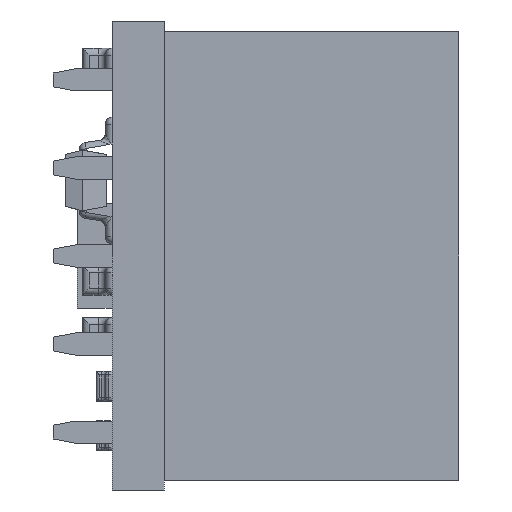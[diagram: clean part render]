
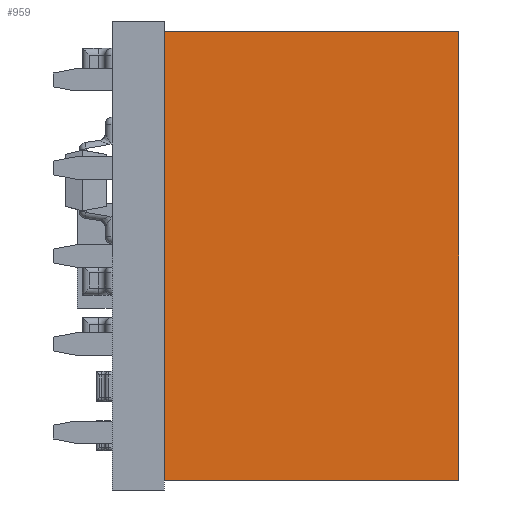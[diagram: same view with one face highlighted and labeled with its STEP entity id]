
A CAD part, left-side view. The second image highlights one B-rep face of the part: STEP entity #959.
In plain terms, the highlighted planar face has unit normal (-1, 0, 0).
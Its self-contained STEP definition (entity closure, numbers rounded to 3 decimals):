
#494 = VECTOR ( 'NONE', #2639, 1000. ) ;
#581 = CARTESIAN_POINT ( 'NONE',  ( -5.4, -0.373, 9.536 ) ) ;
#825 = AXIS2_PLACEMENT_3D ( 'NONE', #10804, #7518, #20997 ) ;
#959 = ADVANCED_FACE ( 'NONE', ( #9395 ), #7370, .T. ) ;
#1084 = EDGE_CURVE ( 'NONE', #8801, #10566, #19237, .T. ) ;
#2187 = VECTOR ( 'NONE', #9882, 1000. ) ;
#2318 = CARTESIAN_POINT ( 'NONE',  ( -5.4, 8.127, 9.536 ) ) ;
#2639 = DIRECTION ( 'NONE',  ( 0., 0., 1. ) ) ;
#4067 = ORIENTED_EDGE ( 'NONE', *, *, #10577, .T. ) ;
#4164 = VECTOR ( 'NONE', #14414, 1000. ) ;
#4563 = CARTESIAN_POINT ( 'NONE',  ( -5.4, -0.373, 9.536 ) ) ;
#5284 = CARTESIAN_POINT ( 'NONE',  ( -5.4, 8.127, 22.486 ) ) ;
#5697 = ORIENTED_EDGE ( 'NONE', *, *, #18278, .F. ) ;
#5798 = VERTEX_POINT ( 'NONE', #6412 ) ;
#6412 = CARTESIAN_POINT ( 'NONE',  ( -5.4, -0.373, 22.486 ) ) ;
#6850 = VECTOR ( 'NONE', #21140, 1000. ) ;
#7370 = PLANE ( 'NONE',  #825 ) ;
#7518 = DIRECTION ( 'NONE',  ( -1., 0., 0. ) ) ;
#7618 = CARTESIAN_POINT ( 'NONE',  ( -5.4, 8.127, 22.486 ) ) ;
#8801 = VERTEX_POINT ( 'NONE', #14129 ) ;
#9395 = FACE_OUTER_BOUND ( 'NONE', #20603, .T. ) ;
#9882 = DIRECTION ( 'NONE',  ( 0., 0., 1. ) ) ;
#10180 = ORIENTED_EDGE ( 'NONE', *, *, #1084, .F. ) ;
#10566 = VERTEX_POINT ( 'NONE', #7618 ) ;
#10577 = EDGE_CURVE ( 'NONE', #8801, #12398, #12469, .T. ) ;
#10804 = CARTESIAN_POINT ( 'NONE',  ( -5.4, 8.127, 9.536 ) ) ;
#12221 = ORIENTED_EDGE ( 'NONE', *, *, #12594, .T. ) ;
#12398 = VERTEX_POINT ( 'NONE', #581 ) ;
#12469 = LINE ( 'NONE', #14490, #4164 ) ;
#12594 = EDGE_CURVE ( 'NONE', #12398, #5798, #14795, .T. ) ;
#14129 = CARTESIAN_POINT ( 'NONE',  ( -5.4, 8.127, 9.536 ) ) ;
#14414 = DIRECTION ( 'NONE',  ( 0., -1., 0. ) ) ;
#14490 = CARTESIAN_POINT ( 'NONE',  ( -5.4, 8.127, 9.536 ) ) ;
#14795 = LINE ( 'NONE', #4563, #2187 ) ;
#18278 = EDGE_CURVE ( 'NONE', #10566, #5798, #22050, .T. ) ;
#19237 = LINE ( 'NONE', #2318, #494 ) ;
#20603 = EDGE_LOOP ( 'NONE', ( #5697, #10180, #4067, #12221 ) ) ;
#20997 = DIRECTION ( 'NONE',  ( 0., 0., -1. ) ) ;
#21140 = DIRECTION ( 'NONE',  ( 0., -1., 0. ) ) ;
#22050 = LINE ( 'NONE', #5284, #6850 ) ;
